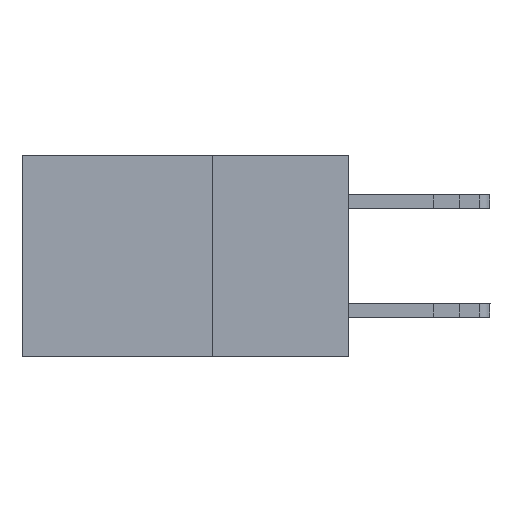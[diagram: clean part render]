
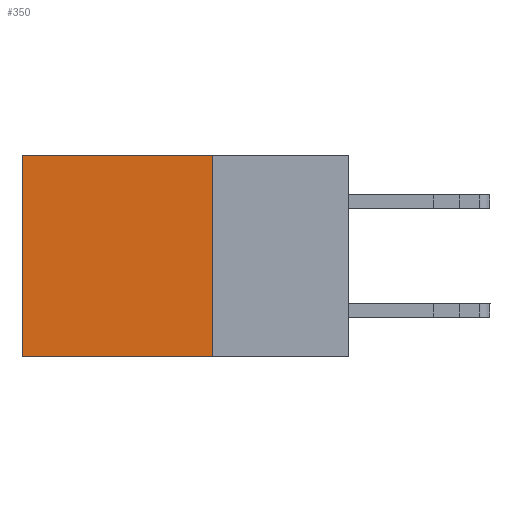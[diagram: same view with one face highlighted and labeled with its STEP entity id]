
A CAD part, left-side view. The second image highlights one B-rep face of the part: STEP entity #350.
In plain terms, the highlighted planar face has unit normal (-1, 0, 0).
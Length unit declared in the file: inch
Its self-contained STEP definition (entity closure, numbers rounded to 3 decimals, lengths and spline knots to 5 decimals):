
#7 = AXIS2_PLACEMENT_3D ( 'NONE', #1991, #13485, #3112 ) ;
#350 = ADVANCED_FACE ( 'NONE', ( #7380 ), #9432, .F. ) ;
#659 = VECTOR ( 'NONE', #7795, 39.37008 ) ;
#692 = VERTEX_POINT ( 'NONE', #7879 ) ;
#1595 = EDGE_LOOP ( 'NONE', ( #5013, #1985, #5870, #8379 ) ) ;
#1985 = ORIENTED_EDGE ( 'NONE', *, *, #8908, .F. ) ;
#1991 = CARTESIAN_POINT ( 'NONE',  ( 0.298, 0.25, 0. ) ) ;
#2434 = DIRECTION ( 'NONE',  ( 0., 1., 0. ) ) ;
#3112 = DIRECTION ( 'NONE',  ( 0., 0., -1. ) ) ;
#3497 = CARTESIAN_POINT ( 'NONE',  ( 0.298, 0.25, 0. ) ) ;
#3572 = DIRECTION ( 'NONE',  ( 0., 1., 0. ) ) ;
#4330 = CARTESIAN_POINT ( 'NONE',  ( 0.298, 0.25, -0.37 ) ) ;
#4415 = DIRECTION ( 'NONE',  ( 0., 0., -1. ) ) ;
#4502 = VECTOR ( 'NONE', #2434, 39.37008 ) ;
#4925 = VERTEX_POINT ( 'NONE', #10507 ) ;
#5013 = ORIENTED_EDGE ( 'NONE', *, *, #11403, .T. ) ;
#5096 = EDGE_CURVE ( 'NONE', #4925, #692, #12196, .T. ) ;
#5409 = VERTEX_POINT ( 'NONE', #4330 ) ;
#5870 = ORIENTED_EDGE ( 'NONE', *, *, #9646, .F. ) ;
#7314 = LINE ( 'NONE', #12981, #4502 ) ;
#7380 = FACE_OUTER_BOUND ( 'NONE', #1595, .T. ) ;
#7795 = DIRECTION ( 'NONE',  ( 0., 0., -1. ) ) ;
#7879 = CARTESIAN_POINT ( 'NONE',  ( 0.298, 0.6, 0. ) ) ;
#8377 = VERTEX_POINT ( 'NONE', #10139 ) ;
#8379 = ORIENTED_EDGE ( 'NONE', *, *, #5096, .T. ) ;
#8648 = CARTESIAN_POINT ( 'NONE',  ( 0.298, 0.25, 0. ) ) ;
#8908 = EDGE_CURVE ( 'NONE', #5409, #8377, #7314, .T. ) ;
#9381 = VECTOR ( 'NONE', #3572, 39.37008 ) ;
#9432 = PLANE ( 'NONE',  #7 ) ;
#9646 = EDGE_CURVE ( 'NONE', #4925, #5409, #12770, .T. ) ;
#10139 = CARTESIAN_POINT ( 'NONE',  ( 0.298, 0.6, -0.37 ) ) ;
#10507 = CARTESIAN_POINT ( 'NONE',  ( 0.298, 0.25, 0. ) ) ;
#11403 = EDGE_CURVE ( 'NONE', #692, #8377, #13365, .T. ) ;
#12196 = LINE ( 'NONE', #3497, #9381 ) ;
#12423 = VECTOR ( 'NONE', #4415, 39.37008 ) ;
#12770 = LINE ( 'NONE', #8648, #12423 ) ;
#12981 = CARTESIAN_POINT ( 'NONE',  ( 0.298, 0.25, -0.37 ) ) ;
#13074 = CARTESIAN_POINT ( 'NONE',  ( 0.298, 0.6, 0. ) ) ;
#13365 = LINE ( 'NONE', #13074, #659 ) ;
#13485 = DIRECTION ( 'NONE',  ( 1., 0., 0. ) ) ;
